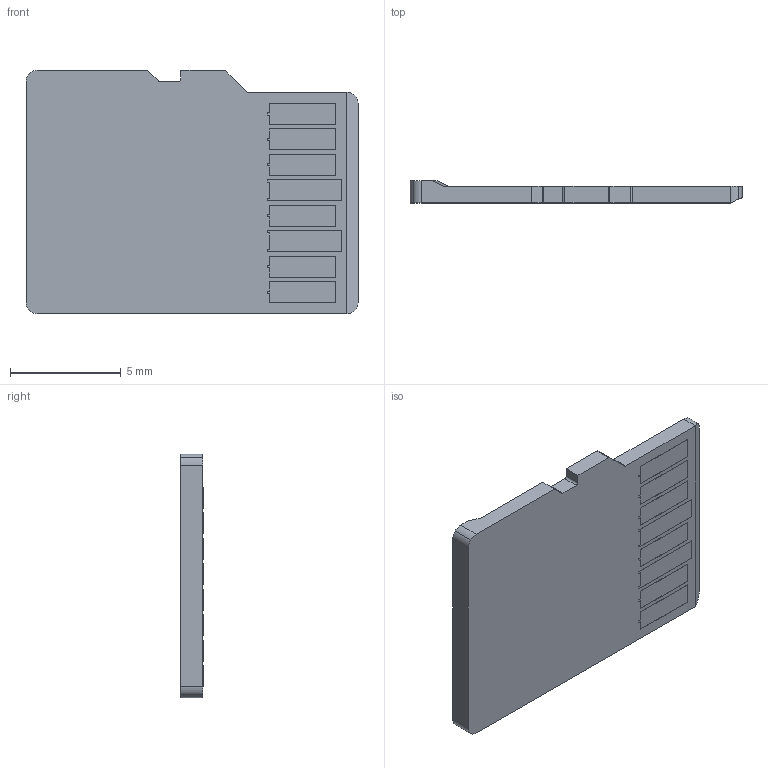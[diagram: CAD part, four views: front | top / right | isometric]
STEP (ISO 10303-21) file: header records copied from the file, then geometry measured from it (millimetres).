
FILE_DESCRIPTION (( 'STEP AP203' ), '1' );
FILE_NAME ('Micro SD-Card.step_Default_sldprt.STEP', '2025-04-23T09:07:24', ( '' ), ( '' ), 'SwSTEP 2.0', 'SolidWorks 2024', '' );
FILE_SCHEMA (( 'CONFIG_CONTROL_DESIGN' ));
Length unit declared in the file: millimetre
Products named in the file (1): Micro SD-Card.step_Default_sldprt
Bounding box: 15 x 1.01 x 11 mm (x, y, z)
Volume: 122.5 mm3; surface area: 405.1 mm2
Topology: 9 solids, 9 shells, 107 faces, 265 edges, 176 vertices
Faces by surface type: plane 94, cylinder 12, cone 1
Entity records: 3186 total; most frequent: CARTESIAN_POINT 561, ORIENTED_EDGE 530, DIRECTION 499, EDGE_CURVE 265, LINE 239, VECTOR 239, VERTEX_POINT 176, AXIS2_PLACEMENT_3D 130
